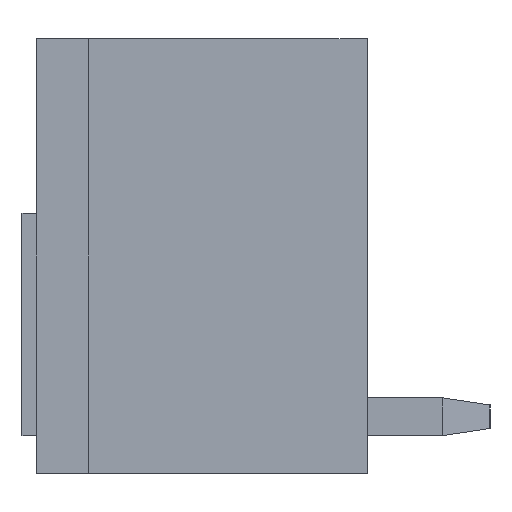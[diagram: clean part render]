
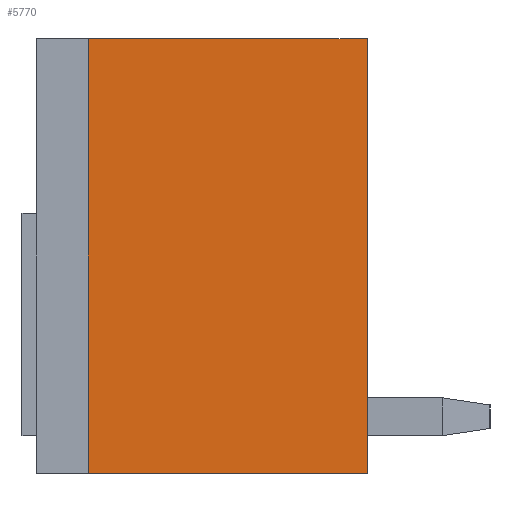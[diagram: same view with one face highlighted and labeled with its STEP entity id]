
A CAD part, left-side view. The second image highlights one B-rep face of the part: STEP entity #5770.
In plain terms, the highlighted planar face has unit normal (-1, 0, 0).
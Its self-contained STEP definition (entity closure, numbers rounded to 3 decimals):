
#1680=ORIENTED_EDGE('',*,*,#2179,.T.);
#1681=ORIENTED_EDGE('',*,*,#2237,.T.);
#1682=ORIENTED_EDGE('',*,*,#2174,.T.);
#1683=ORIENTED_EDGE('',*,*,#2521,.T.);
#2174=EDGE_CURVE('',#2893,#2892,#3441,.T.);
#2179=EDGE_CURVE('',#2898,#2897,#3445,.T.);
#2237=EDGE_CURVE('',#2897,#2893,#3503,.T.);
#2521=EDGE_CURVE('',#2892,#2898,#3746,.T.);
#2892=VERTEX_POINT('',#8565);
#2893=VERTEX_POINT('',#8567);
#2897=VERTEX_POINT('',#8576);
#2898=VERTEX_POINT('',#8578);
#3441=LINE('',#8566,#4120);
#3445=LINE('',#8577,#4124);
#3503=LINE('',#8687,#4182);
#3746=LINE('',#9323,#4425);
#4120=VECTOR('',#6828,1000.);
#4124=VECTOR('',#6836,1000.);
#4182=VECTOR('',#6930,1000.);
#4425=VECTOR('',#7671,1000.);
#4819=EDGE_LOOP('',(#1680,#1681,#1682,#1683));
#5210=FACE_BOUND('',#4819,.T.);
#5471=PLANE('',#6238);
#5770=ADVANCED_FACE('',(#5210),#5471,.T.);
#6238=AXIS2_PLACEMENT_3D('',#9324,#7672,#7673);
#6828=DIRECTION('',(0.,1.,0.));
#6836=DIRECTION('',(0.,-1.,0.));
#6930=DIRECTION('',(0.,0.,1.));
#7671=DIRECTION('',(0.,0.,-1.));
#7672=DIRECTION('',(-1.,0.,0.));
#7673=DIRECTION('',(0.,0.,1.));
#8565=CARTESIAN_POINT('',(-4.5,5.9,9.2));
#8566=CARTESIAN_POINT('',(-4.5,0.,9.2));
#8567=CARTESIAN_POINT('',(-4.5,0.,9.2));
#8576=CARTESIAN_POINT('',(-4.5,0.,0.));
#8577=CARTESIAN_POINT('',(-4.5,5.9,0.));
#8578=CARTESIAN_POINT('',(-4.5,5.9,0.));
#8687=CARTESIAN_POINT('',(-4.5,0.,0.));
#9323=CARTESIAN_POINT('',(-4.5,5.9,9.2));
#9324=CARTESIAN_POINT('',(-4.5,0.,0.));
